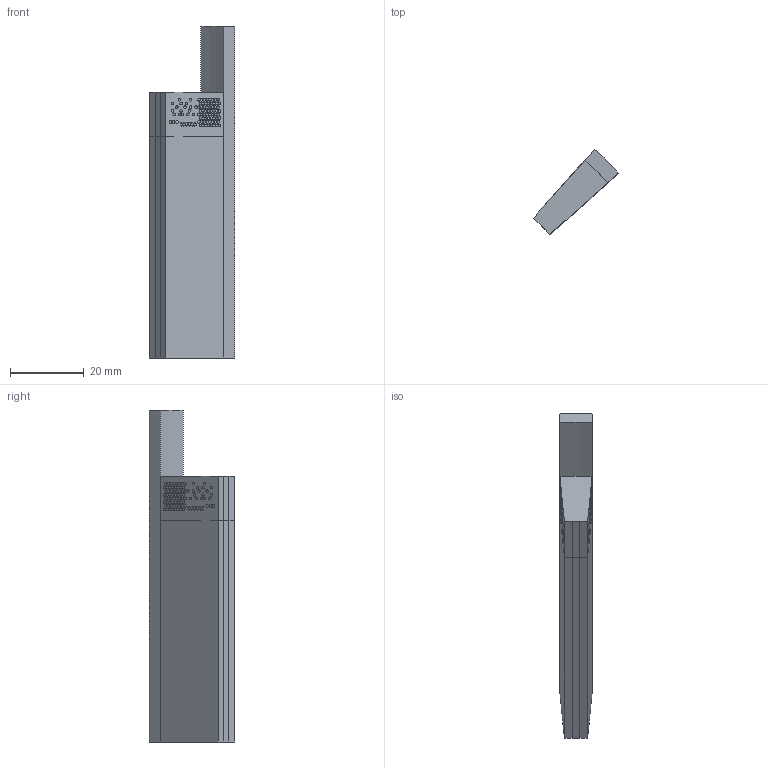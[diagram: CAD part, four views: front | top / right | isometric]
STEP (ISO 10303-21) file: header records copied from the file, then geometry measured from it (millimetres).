
FILE_DESCRIPTION( ( 'STEP Version 203' ), '1' );
FILE_NAME( ' ', '05/14/13 11:16:44', ( 'kuh8si' ), ( ' ' ), 'PSStep 14.0', 'DesignModeler STEP Output', ' ' );
FILE_SCHEMA( ( 'AUTOMOTIVE_DESIGN { 1 0 10303 214 1 1 1 1 }' ) );
Length unit declared in the file: metre
Products named in the file (106): Statorblech; Nutdraht1; Nutdraht2; Nutdraht3; Nutdraht4; Nutdraht5; Nutdraht6; Nutdraht11; Nutdraht12; Nutdraht13; Nutdraht14; Nutdraht19; Nutdraht20; Kopfdraht1; Kopfdraht2; Kopfdraht3; Kopfdraht4; Kopfdraht5; Kopfdraht6; Kopfdraht7; Kopfdraht8; Kopfdraht9; Kopfdraht10; Kopfdraht11; Kopfdraht12; Kopfdraht13; Kopfdraht14; Kopfdraht15; Kopfdraht16; Kopfdraht17; Kopfdraht18; Kopfdraht19; Kopfdraht20; Kopfdraht21; Kopfdraht22; Kopfdraht23; Kopfdraht24; Kopfdraht25; Kopfdraht26; Kopfdraht27 ...
Bounding box: 23.12 x 23.12 x 90 mm (x, y, z)
Volume: 14578.9 mm3; surface area: 24918.9 mm2
Topology: 106 solids, 106 shells, 574 faces, 1081 edges, 720 vertices
Faces by surface type: plane 264, bspline 161, cylinder 113, torus 36
Full cylindrical faces by diameter (mm): 0.9 x78
Entity records: 23934 total; most frequent: CARTESIAN_POINT 13429, DIRECTION 1678, ORIENTED_EDGE 1504, EDGE_LOOP 1082, FACE_OUTER_BOUND 849, EDGE_CURVE 752, AXIS2_PLACEMENT_3D 745, VERTEX_POINT 666
